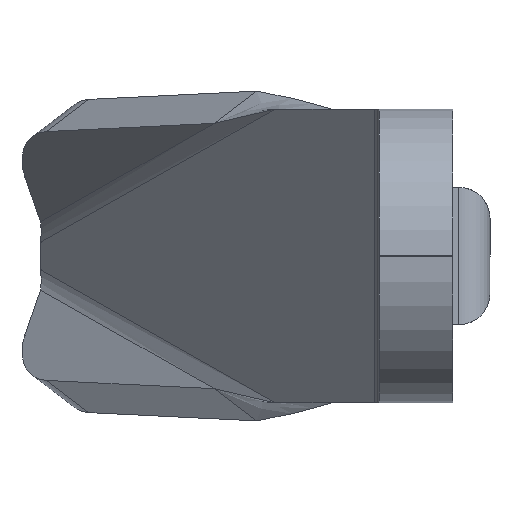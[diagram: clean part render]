
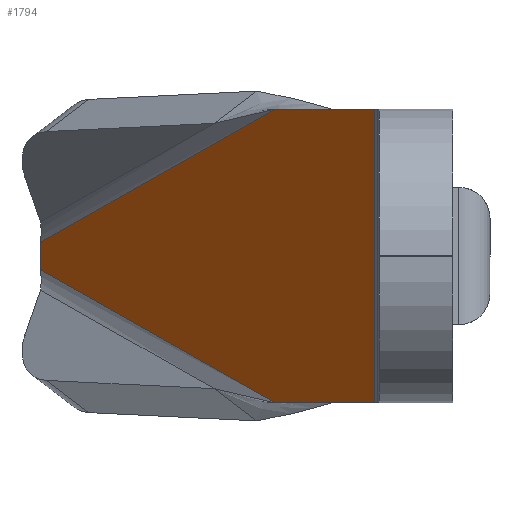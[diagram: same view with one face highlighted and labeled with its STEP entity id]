
A CAD part, left-side view. The second image highlights one B-rep face of the part: STEP entity #1794.
In plain terms, the highlighted planar face has unit normal (-0.643, 0.766, 0).
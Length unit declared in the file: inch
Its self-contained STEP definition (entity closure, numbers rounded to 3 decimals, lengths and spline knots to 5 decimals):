
#39 = LINE ( 'NONE', #1643, #578 ) ;
#89 = CARTESIAN_POINT ( 'NONE',  ( 0.40357, 0.12549, -0.4724 ) ) ;
#99 = CARTESIAN_POINT ( 'NONE',  ( 0.59309, 0.28451, 0. ) ) ;
#164 = CARTESIAN_POINT ( 'NONE',  ( 0.40357, 0.12549, 0. ) ) ;
#193 = VECTOR ( 'NONE', #658, 39.37008 ) ;
#211 = CARTESIAN_POINT ( 'NONE',  ( 0.40357, 0.12549, 0. ) ) ;
#215 = CARTESIAN_POINT ( 'NONE',  ( 0.40357, 0.12549, -0.4724 ) ) ;
#222 = LINE ( 'NONE', #815, #1128 ) ;
#333 = ORIENTED_EDGE ( 'NONE', *, *, #1499, .T. ) ;
#346 = ORIENTED_EDGE ( 'NONE', *, *, #1589, .F. ) ;
#377 = CARTESIAN_POINT ( 'NONE',  ( 0.40357, 0.12549, 0. ) ) ;
#379 = DIRECTION ( 'NONE',  ( 0.643, -0.766, 0. ) ) ;
#427 = EDGE_CURVE ( 'NONE', #1051, #532, #222, .T. ) ;
#449 = EDGE_CURVE ( 'NONE', #1025, #1051, #1400, .T. ) ;
#497 = ORIENTED_EDGE ( 'NONE', *, *, #427, .F. ) ;
#532 = VERTEX_POINT ( 'NONE', #1021 ) ;
#570 = EDGE_CURVE ( 'NONE', #1365, #1025, #758, .T. ) ;
#578 = VECTOR ( 'NONE', #1334, 39.37008 ) ;
#604 = EDGE_CURVE ( 'NONE', #1057, #1365, #1700, .T. ) ;
#658 = DIRECTION ( 'NONE',  ( 0.766, 0.643, 0. ) ) ;
#671 = CARTESIAN_POINT ( 'NONE',  ( 0.59309, 0.28451, -0.4724 ) ) ;
#672 = ORIENTED_EDGE ( 'NONE', *, *, #570, .F. ) ;
#674 = FACE_OUTER_BOUND ( 'NONE', #1609, .T. ) ;
#676 = DIRECTION ( 'NONE',  ( 0.72, 0.604, 0.342 ) ) ;
#758 = LINE ( 'NONE', #164, #1661 ) ;
#815 = CARTESIAN_POINT ( 'NONE',  ( 0.59309, 0.28451, -0.4724 ) ) ;
#857 = AXIS2_PLACEMENT_3D ( 'NONE', #1680, #379, #1537 ) ;
#864 = CARTESIAN_POINT ( 'NONE',  ( 1.04368, 0.6626, -0.2362 ) ) ;
#974 = VECTOR ( 'NONE', #1289, 39.37008 ) ;
#1013 = DIRECTION ( 'NONE',  ( 0., 0., -1. ) ) ;
#1021 = CARTESIAN_POINT ( 'NONE',  ( 1.04368, 0.6626, -0.25831 ) ) ;
#1025 = VERTEX_POINT ( 'NONE', #215 ) ;
#1051 = VERTEX_POINT ( 'NONE', #671 ) ;
#1057 = VERTEX_POINT ( 'NONE', #99 ) ;
#1128 = VECTOR ( 'NONE', #676, 39.37008 ) ;
#1266 = CARTESIAN_POINT ( 'NONE',  ( 1.04368, 0.6626, -0.21409 ) ) ;
#1289 = DIRECTION ( 'NONE',  ( 0., 0., -1. ) ) ;
#1334 = DIRECTION ( 'NONE',  ( -0.72, -0.604, 0.342 ) ) ;
#1365 = VERTEX_POINT ( 'NONE', #211 ) ;
#1400 = LINE ( 'NONE', #89, #193 ) ;
#1499 = EDGE_CURVE ( 'NONE', #1742, #532, #1561, .T. ) ;
#1507 = ORIENTED_EDGE ( 'NONE', *, *, #449, .F. ) ;
#1537 = DIRECTION ( 'NONE',  ( 0.766, 0.643, 0. ) ) ;
#1561 = LINE ( 'NONE', #864, #974 ) ;
#1570 = ORIENTED_EDGE ( 'NONE', *, *, #604, .F. ) ;
#1589 = EDGE_CURVE ( 'NONE', #1742, #1057, #39, .T. ) ;
#1609 = EDGE_LOOP ( 'NONE', ( #672, #1570, #346, #333, #497, #1507 ) ) ;
#1643 = CARTESIAN_POINT ( 'NONE',  ( 1.04368, 0.6626, -0.21409 ) ) ;
#1644 = VECTOR ( 'NONE', #1687, 39.37008 ) ;
#1661 = VECTOR ( 'NONE', #1013, 39.37008 ) ;
#1680 = CARTESIAN_POINT ( 'NONE',  ( 0.40357, 0.12549, 0. ) ) ;
#1687 = DIRECTION ( 'NONE',  ( -0.766, -0.643, 0. ) ) ;
#1700 = LINE ( 'NONE', #377, #1644 ) ;
#1742 = VERTEX_POINT ( 'NONE', #1266 ) ;
#1794 = ADVANCED_FACE ( 'NONE', ( #674 ), #1826, .F. ) ;
#1826 = PLANE ( 'NONE',  #857 ) ;
